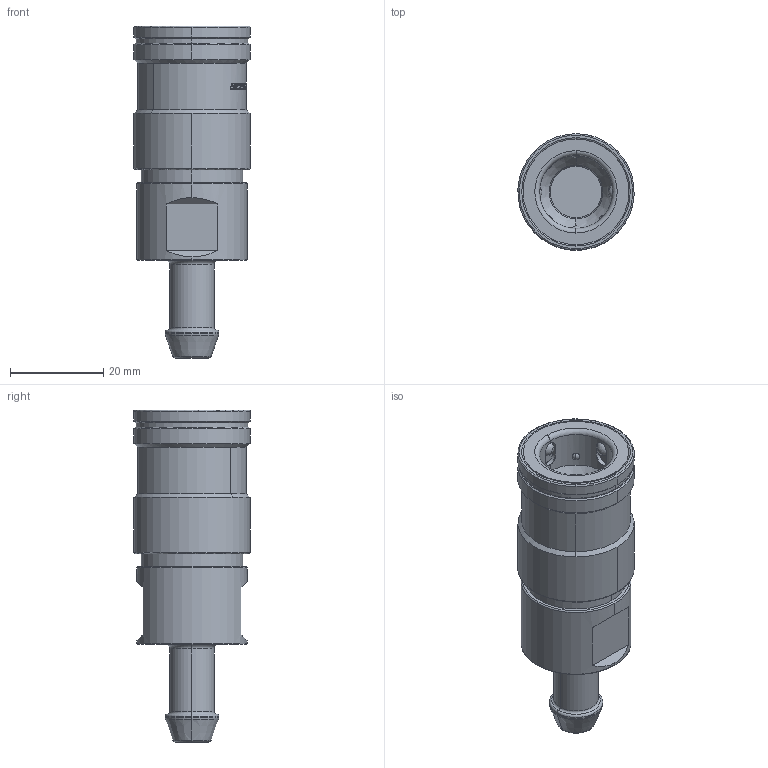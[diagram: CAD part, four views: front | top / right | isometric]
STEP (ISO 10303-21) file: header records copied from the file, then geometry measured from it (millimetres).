
FILE_DESCRIPTION (( 'STEP AP214' ), '1' );
FILE_NAME ('UQD 04S H10-RD-03.STEP', '2025-01-22T02:12:15', ( 'Windows 蚚誧' ), ( '' ), 'SwSTEP 2.0', 'SolidWorks 2023', '' );
FILE_SCHEMA (( 'AUTOMOTIVE_DESIGN' ));
Length unit declared in the file: millimetre
Products named in the file (1): UQD 04S H10-RD-03
Bounding box: 24.96 x 25 x 71.35 mm (x, y, z)
Volume: 20844.5 mm3; surface area: 6915.3 mm2
Topology: 1 solids, 1 shells, 422 faces, 1105 edges, 723 vertices
Faces by surface type: plane 161, bspline 130, cylinder 60, cone 31, torus 24, sphere 16
Entity records: 20495 total; most frequent: CARTESIAN_POINT 6784, ORIENTED_EDGE 2164, DIRECTION 1394, EDGE_CURVE 1082, VERTEX_POINT 708, AXIS2_PLACEMENT_3D 504, EDGE_LOOP 468, B_SPLINE_CURVE_WITH_KNOTS 427
